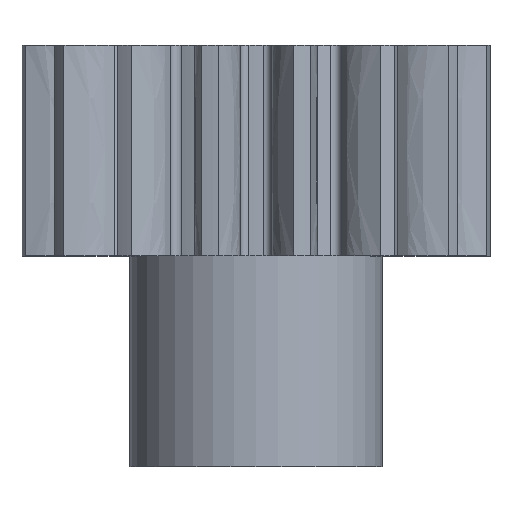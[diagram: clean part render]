
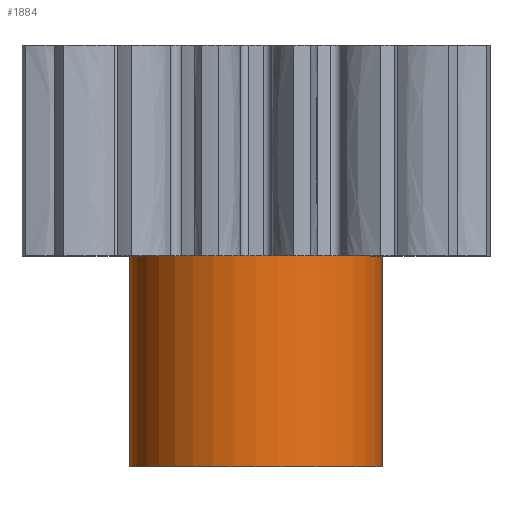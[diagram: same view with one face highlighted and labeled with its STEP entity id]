
A CAD part, top view. The second image highlights one B-rep face of the part: STEP entity #1884.
In plain terms, the highlighted cylindrical face has radius 3 mm (diameter 6 mm), a full revolution.
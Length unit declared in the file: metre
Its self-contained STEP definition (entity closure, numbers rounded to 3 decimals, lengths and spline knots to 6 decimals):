
#142=CIRCLE('',#1947,0.003);
#242=CIRCLE('',#2098,0.003);
#822=ORIENTED_EDGE('',*,*,#1118,.F.);
#823=ORIENTED_EDGE('',*,*,#888,.T.);
#888=EDGE_CURVE('',#1180,#1180,#142,.T.);
#1118=EDGE_CURVE('',#1314,#1314,#242,.T.);
#1180=VERTEX_POINT('',#2743);
#1314=VERTEX_POINT('',#6038);
#1608=EDGE_LOOP('',(#822));
#1609=EDGE_LOOP('',(#823));
#1714=FACE_BOUND('',#1608,.T.);
#1715=FACE_BOUND('',#1609,.T.);
#1784=CYLINDRICAL_SURFACE('',#2097,0.003);
#1884=ADVANCED_FACE('',(#1714,#1715),#1784,.T.);
#1947=AXIS2_PLACEMENT_3D('',#2742,#2227,#2228);
#2097=AXIS2_PLACEMENT_3D('',#6036,#2593,#2594);
#2098=AXIS2_PLACEMENT_3D('',#6037,#2595,#2596);
#2227=DIRECTION('',(0.,-1.,0.));
#2228=DIRECTION('',(0.,0.,-1.));
#2593=DIRECTION('',(0.,1.,0.));
#2594=DIRECTION('',(0.,0.,1.));
#2595=DIRECTION('',(0.,-1.,0.));
#2596=DIRECTION('',(0.,0.,-1.));
#2742=CARTESIAN_POINT('',(0.,-0.005,0.));
#2743=CARTESIAN_POINT('',(0.,-0.005,-0.003));
#6036=CARTESIAN_POINT('',(0.,-0.01,0.));
#6037=CARTESIAN_POINT('',(0.,-0.01,0.));
#6038=CARTESIAN_POINT('',(0.,-0.01,-0.003));
